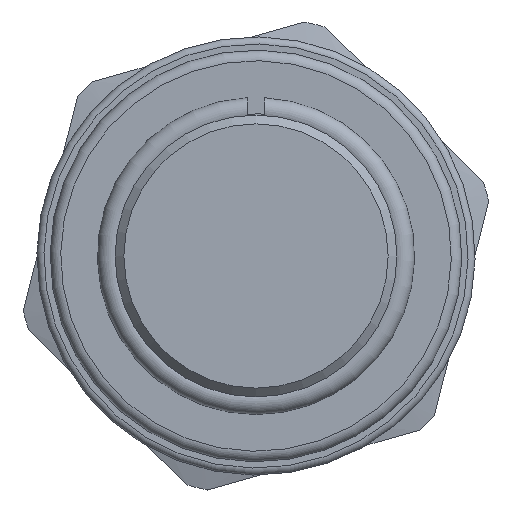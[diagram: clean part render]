
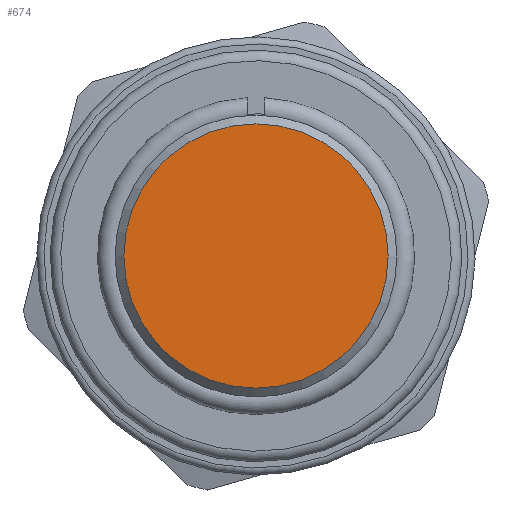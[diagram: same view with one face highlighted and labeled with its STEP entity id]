
A CAD part, left-side view. The second image highlights one B-rep face of the part: STEP entity #674.
In plain terms, the highlighted planar face has unit normal (-1, 0, 0).
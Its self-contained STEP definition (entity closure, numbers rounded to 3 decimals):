
#654=CARTESIAN_POINT('',(0.,7.475,0.0));
#655=VERTEX_POINT('',#654);
#656=CARTESIAN_POINT('',(0.0,0.0,0.0));
#657=DIRECTION('',(1.0,0.0,0.0));
#658=DIRECTION('',(0.0,1.0,0.0));
#659=AXIS2_PLACEMENT_3D('',#656,#657,#658);
#660=CIRCLE('',#659,7.475);
#661=EDGE_CURVE('',#655,#655,#660,.T.);
#666=CARTESIAN_POINT('',(0.,6.988,0.0));
#667=DIRECTION('',(-1.0,0.0,0.0));
#668=DIRECTION('',(0.0,0.0,1.0));
#669=AXIS2_PLACEMENT_3D('',#666,#667,#668);
#670=PLANE('',#669);
#671=ORIENTED_EDGE('',*,*,#661,.F.);
#672=EDGE_LOOP('',(#671));
#673=FACE_OUTER_BOUND('',#672,.T.);
#674=ADVANCED_FACE('',(#673),#670,.T.);
